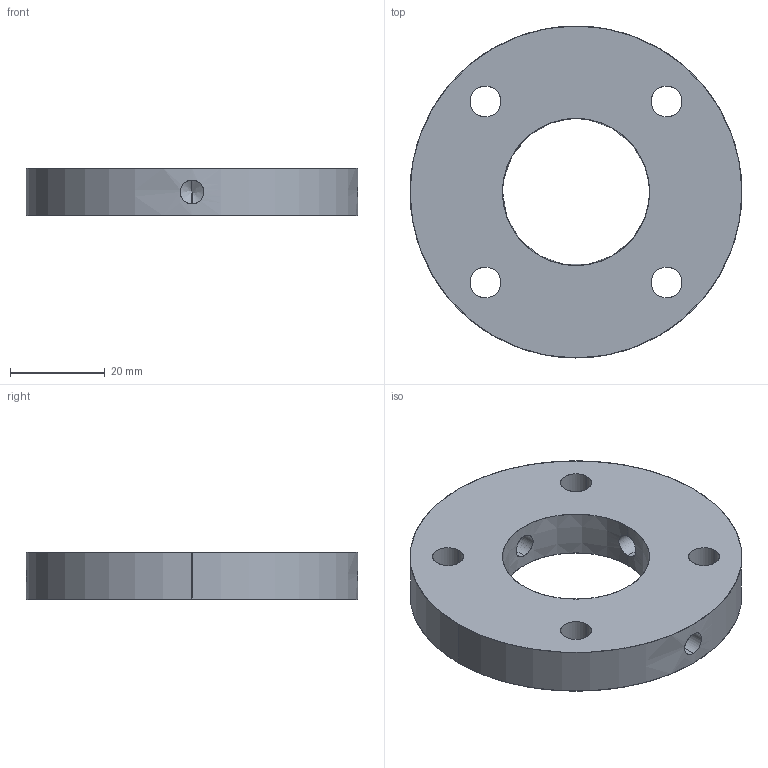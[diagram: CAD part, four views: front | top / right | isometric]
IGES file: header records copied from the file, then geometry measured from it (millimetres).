
Start section: SolidWorks IGES file using analytic representation for surfaces
Global section: file name: MR10SS.IGS; native system: SolidWorks 2017; preprocessor: SolidWorks 2017; author: AndyW; date: 171110.122113; units: millimetre
Bounding box: 70 x 70 x 10 mm (x, y, z)
Surface area: 10685.6 mm2 (no closed solid volume)
Topology: 0 solids, 0 shells, 22 faces, 866 edges, 864 vertices
Faces by surface type: revolution 20, bspline 2
